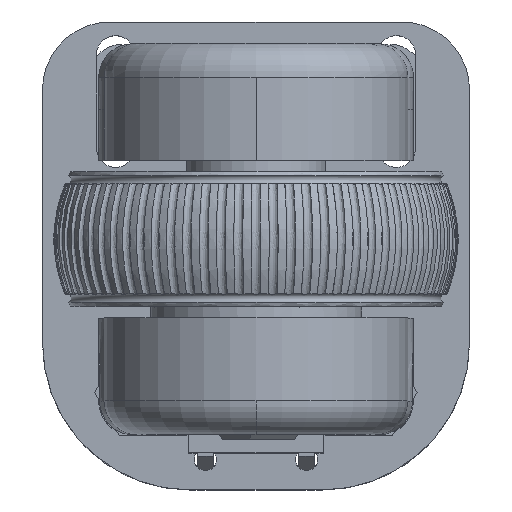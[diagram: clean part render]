
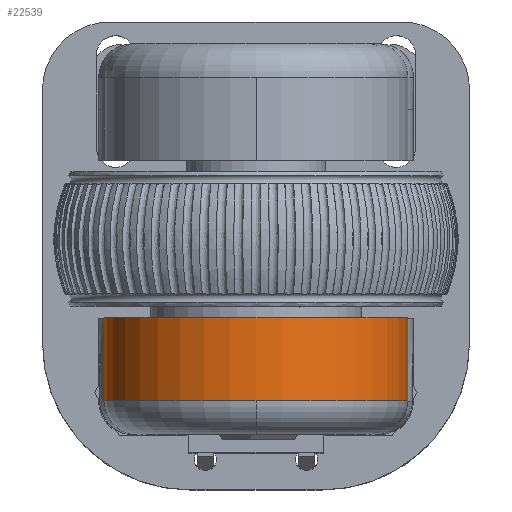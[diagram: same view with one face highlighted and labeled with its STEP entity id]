
A CAD part, top view. The second image highlights one B-rep face of the part: STEP entity #22539.
In plain terms, the highlighted cylindrical face has radius 6.75 mm (diameter 13.5 mm), a partial arc.
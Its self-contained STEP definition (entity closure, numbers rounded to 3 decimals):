
#22425=CARTESIAN_POINT('',(6.75,-7.229,11.117));
#22426=VERTEX_POINT('',#22425);
#22427=CARTESIAN_POINT('',(6.75,-3.529,11.117));
#22428=VERTEX_POINT('',#22427);
#22429=CARTESIAN_POINT('',(6.75,-7.229,11.117));
#22430=DIRECTION('',(-0.,1.,0.));
#22431=VECTOR('',#22430,3.7);
#22432=LINE('',#22429,#22431);
#22433=EDGE_CURVE('',#22426,#22428,#22432,.T.);
#22498=CARTESIAN_POINT('',(0.,-8.729,11.117));
#22499=DIRECTION('',(-0.,1.,0.));
#22500=DIRECTION('',(0.,0.,-1.));
#22501=AXIS2_PLACEMENT_3D('',#22498,#22499,#22500);
#22502=CYLINDRICAL_SURFACE('',#22501,6.75);
#22503=CARTESIAN_POINT('',(-6.75,-7.229,11.117));
#22504=VERTEX_POINT('',#22503);
#22505=CARTESIAN_POINT('',(-6.75,-3.529,11.117));
#22506=VERTEX_POINT('',#22505);
#22507=CARTESIAN_POINT('',(-6.75,-7.229,11.117));
#22508=DIRECTION('',(-0.,1.,0.));
#22509=VECTOR('',#22508,3.7);
#22510=LINE('',#22507,#22509);
#22511=EDGE_CURVE('',#22504,#22506,#22510,.T.);
#22512=ORIENTED_EDGE('',*,*,#22511,.F.);
#22513=CARTESIAN_POINT('',(0.,-7.229,17.867));
#22514=VERTEX_POINT('',#22513);
#22515=CARTESIAN_POINT('',(0.,-7.229,11.117));
#22516=DIRECTION('',(-0.,1.,-0.));
#22517=DIRECTION('',(0.,0.,1.));
#22518=AXIS2_PLACEMENT_3D('',#22515,#22516,#22517);
#22519=CIRCLE('',#22518,6.75);
#22520=EDGE_CURVE('',#22504,#22514,#22519,.T.);
#22521=ORIENTED_EDGE('',*,*,#22520,.T.);
#22522=CARTESIAN_POINT('',(0.,-7.229,11.117));
#22523=DIRECTION('',(-0.,1.,-0.));
#22524=DIRECTION('',(0.,0.,1.));
#22525=AXIS2_PLACEMENT_3D('',#22522,#22523,#22524);
#22526=CIRCLE('',#22525,6.75);
#22527=EDGE_CURVE('',#22514,#22426,#22526,.T.);
#22528=ORIENTED_EDGE('',*,*,#22527,.T.);
#22529=ORIENTED_EDGE('',*,*,#22433,.T.);
#22530=CARTESIAN_POINT('',(0.,-3.529,11.117));
#22531=DIRECTION('',(-0.,1.,-0.));
#22532=DIRECTION('',(0.,0.,1.));
#22533=AXIS2_PLACEMENT_3D('',#22530,#22531,#22532);
#22534=CIRCLE('',#22533,6.75);
#22535=EDGE_CURVE('',#22506,#22428,#22534,.T.);
#22536=ORIENTED_EDGE('',*,*,#22535,.F.);
#22537=EDGE_LOOP('',(#22512,#22521,#22528,#22529,#22536));
#22538=FACE_BOUND('',#22537,.T.);
#22539=ADVANCED_FACE('',(#22538),#22502,.T.);
